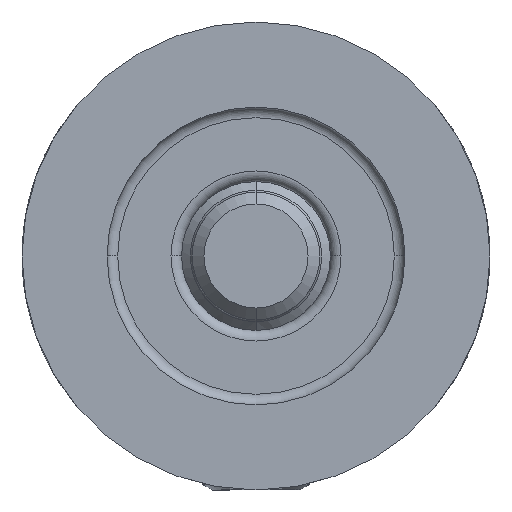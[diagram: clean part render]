
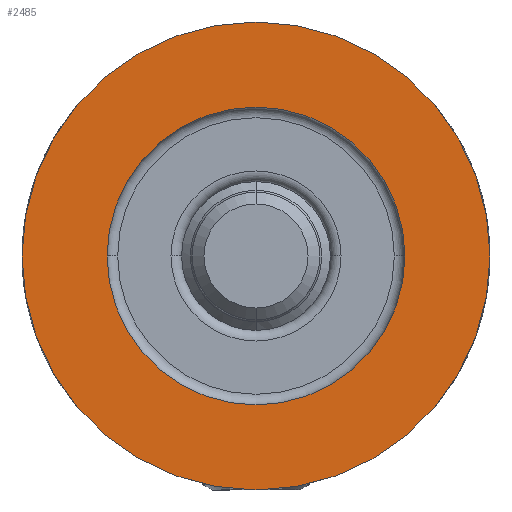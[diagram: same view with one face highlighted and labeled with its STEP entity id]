
A CAD part, front view. The second image highlights one B-rep face of the part: STEP entity #2485.
In plain terms, the highlighted face is planar.
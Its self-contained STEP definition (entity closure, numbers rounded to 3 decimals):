
#186 = CIRCLE ( 'NONE', #2679, 7. ) ;
#250 = DIRECTION ( 'NONE',  ( -1., 0., 0. ) ) ;
#429 = CARTESIAN_POINT ( 'NONE',  ( 0., 0., 10. ) ) ;
#470 = EDGE_CURVE ( 'NONE', #2529, #2297, #488, .T. ) ;
#477 = CARTESIAN_POINT ( 'NONE',  ( -7., 0., 10. ) ) ;
#488 = CIRCLE ( 'NONE', #1328, 11. ) ;
#552 = ORIENTED_EDGE ( 'NONE', *, *, #1725, .F. ) ;
#669 = CARTESIAN_POINT ( 'NONE',  ( -11., 0., 10. ) ) ;
#786 = DIRECTION ( 'NONE',  ( -1., 0., 0. ) ) ;
#1114 = EDGE_LOOP ( 'NONE', ( #2278, #1819 ) ) ;
#1122 = EDGE_LOOP ( 'NONE', ( #1415, #552 ) ) ;
#1139 = DIRECTION ( 'NONE',  ( 0., 0., -1. ) ) ;
#1160 = DIRECTION ( 'NONE',  ( 0., 0., -1. ) ) ;
#1284 = CIRCLE ( 'NONE', #1699, 7. ) ;
#1298 = CARTESIAN_POINT ( 'NONE',  ( 7., 0., 10. ) ) ;
#1328 = AXIS2_PLACEMENT_3D ( 'NONE', #429, #1888, #1408 ) ;
#1361 = DIRECTION ( 'NONE',  ( 0., 0., 1. ) ) ;
#1397 = PLANE ( 'NONE',  #1859 ) ;
#1408 = DIRECTION ( 'NONE',  ( -1., 0., 0. ) ) ;
#1415 = ORIENTED_EDGE ( 'NONE', *, *, #470, .F. ) ;
#1438 = DIRECTION ( 'NONE',  ( -1., 0., 0. ) ) ;
#1505 = EDGE_CURVE ( 'NONE', #1870, #1992, #186, .T. ) ;
#1594 = CARTESIAN_POINT ( 'NONE',  ( 0., 0., 10. ) ) ;
#1675 = FACE_BOUND ( 'NONE', #1114, .T. ) ;
#1699 = AXIS2_PLACEMENT_3D ( 'NONE', #2735, #2491, #250 ) ;
#1725 = EDGE_CURVE ( 'NONE', #2297, #2529, #2065, .T. ) ;
#1819 = ORIENTED_EDGE ( 'NONE', *, *, #1833, .F. ) ;
#1833 = EDGE_CURVE ( 'NONE', #1992, #1870, #1284, .T. ) ;
#1859 = AXIS2_PLACEMENT_3D ( 'NONE', #1907, #1160, #2692 ) ;
#1870 = VERTEX_POINT ( 'NONE', #477 ) ;
#1888 = DIRECTION ( 'NONE',  ( 0., 0., -1. ) ) ;
#1889 = CARTESIAN_POINT ( 'NONE',  ( 0., 0., 10. ) ) ;
#1907 = CARTESIAN_POINT ( 'NONE',  ( -15.613, -11., 10. ) ) ;
#1992 = VERTEX_POINT ( 'NONE', #1298 ) ;
#2065 = CIRCLE ( 'NONE', #2930, 11. ) ;
#2278 = ORIENTED_EDGE ( 'NONE', *, *, #1505, .F. ) ;
#2297 = VERTEX_POINT ( 'NONE', #2333 ) ;
#2333 = CARTESIAN_POINT ( 'NONE',  ( 11., 0., 10. ) ) ;
#2485 = ADVANCED_FACE ( 'NONE', ( #1675, #2910 ), #1397, .F. ) ;
#2491 = DIRECTION ( 'NONE',  ( 0., 0., 1. ) ) ;
#2529 = VERTEX_POINT ( 'NONE', #669 ) ;
#2679 = AXIS2_PLACEMENT_3D ( 'NONE', #1594, #1361, #786 ) ;
#2692 = DIRECTION ( 'NONE',  ( -1., 0., 0. ) ) ;
#2735 = CARTESIAN_POINT ( 'NONE',  ( 0., 0., 10. ) ) ;
#2910 = FACE_OUTER_BOUND ( 'NONE', #1122, .T. ) ;
#2930 = AXIS2_PLACEMENT_3D ( 'NONE', #1889, #1139, #1438 ) ;
